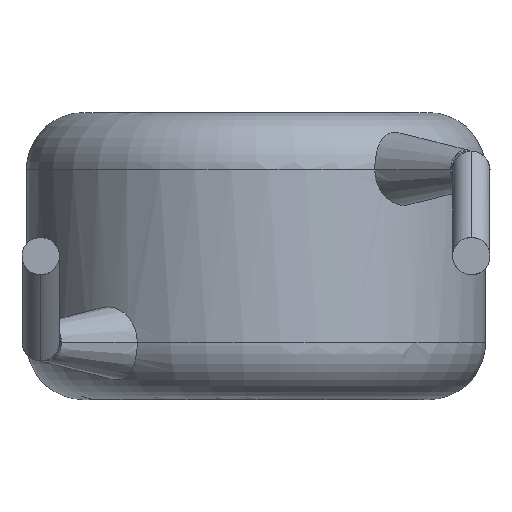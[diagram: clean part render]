
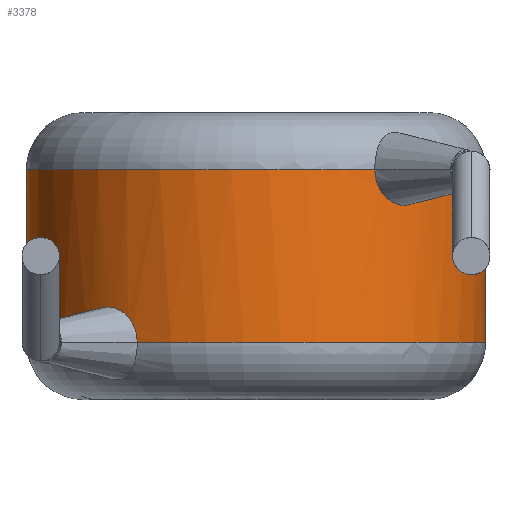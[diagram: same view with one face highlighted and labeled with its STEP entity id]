
A CAD part, front view. The second image highlights one B-rep face of the part: STEP entity #3378.
In plain terms, the highlighted cylindrical face has radius 4 mm (diameter 8 mm), a partial arc.
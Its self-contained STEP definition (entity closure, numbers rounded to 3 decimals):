
#10 = VERTEX_POINT ( 'NONE', #1240 ) ;
#26 = CARTESIAN_POINT ( 'NONE',  ( 2.816, -2.844, 3.449 ) ) ;
#46 = CARTESIAN_POINT ( 'NONE',  ( 4., 0., 4. ) ) ;
#50 = CARTESIAN_POINT ( 'NONE',  ( 2.068, -3.424, 4. ) ) ;
#99 = B_SPLINE_CURVE_WITH_KNOTS ( 'NONE', 3,
 ( #1915, #1611, #1956, #1365, #477, #1164, #3105, #2082, #4056, #2157 ),
 .UNSPECIFIED., .F., .F.,
 ( 4, 2, 2, 2, 4 ),
 ( 0., 0., 0.001, 0.001, 0.002 ),
 .UNSPECIFIED. ) ;
#153 = LINE ( 'NONE', #2647, #2091 ) ;
#237 = DIRECTION ( 'NONE',  ( 1., 0., 0. ) ) ;
#275 = EDGE_LOOP ( 'NONE', ( #2715, #1783, #2897, #1393, #1184, #2391, #3104, #1480 ) ) ;
#284 = AXIS2_PLACEMENT_3D ( 'NONE', #1757, #1432, #3708 ) ;
#441 = CARTESIAN_POINT ( 'NONE',  ( 3.022, -2.621, 3.836 ) ) ;
#477 = CARTESIAN_POINT ( 'NONE',  ( -2.452, -3.164, 1.615 ) ) ;
#567 = CARTESIAN_POINT ( 'NONE',  ( -4., 0., 1. ) ) ;
#582 = CARTESIAN_POINT ( 'NONE',  ( 0., 0., 1. ) ) ;
#631 = EDGE_CURVE ( 'NONE', #4040, #2756, #3414, .T. ) ;
#691 = AXIS2_PLACEMENT_3D ( 'NONE', #582, #2182, #237 ) ;
#1098 = AXIS2_PLACEMENT_3D ( 'NONE', #4150, #1595, #2543 ) ;
#1127 = CYLINDRICAL_SURFACE ( 'NONE', #284, 4. ) ;
#1164 = CARTESIAN_POINT ( 'NONE',  ( -2.7, -2.956, 1.616 ) ) ;
#1184 = ORIENTED_EDGE ( 'NONE', *, *, #631, .T. ) ;
#1240 = CARTESIAN_POINT ( 'NONE',  ( 3.022, -2.621, 4. ) ) ;
#1365 = CARTESIAN_POINT ( 'NONE',  ( -2.321, -3.26, 1.55 ) ) ;
#1393 = ORIENTED_EDGE ( 'NONE', *, *, #3240, .T. ) ;
#1432 = DIRECTION ( 'NONE',  ( 0., 0., -1. ) ) ;
#1480 = ORIENTED_EDGE ( 'NONE', *, *, #1872, .T. ) ;
#1481 = DIRECTION ( 'NONE',  ( 0., 0., -1. ) ) ;
#1506 = EDGE_CURVE ( 'NONE', #1688, #10, #1892, .T. ) ;
#1515 = DIRECTION ( 'NONE',  ( 0., 0., -1. ) ) ;
#1595 = DIRECTION ( 'NONE',  ( 0., 0., -1. ) ) ;
#1611 = CARTESIAN_POINT ( 'NONE',  ( -2.068, -3.424, 1.164 ) ) ;
#1688 = VERTEX_POINT ( 'NONE', #46 ) ;
#1742 = CARTESIAN_POINT ( 'NONE',  ( 3.022, -2.621, 4. ) ) ;
#1757 = CARTESIAN_POINT ( 'NONE',  ( 0., 0., 5. ) ) ;
#1772 = DIRECTION ( 'NONE',  ( 0., 0., 1. ) ) ;
#1783 = ORIENTED_EDGE ( 'NONE', *, *, #1506, .T. ) ;
#1872 = EDGE_CURVE ( 'NONE', #2175, #2035, #2044, .T. ) ;
#1892 = CIRCLE ( 'NONE', #4178, 4. ) ;
#1915 = CARTESIAN_POINT ( 'NONE',  ( -2.068, -3.424, 1. ) ) ;
#1956 = CARTESIAN_POINT ( 'NONE',  ( -2.128, -3.389, 1.324 ) ) ;
#2035 = VERTEX_POINT ( 'NONE', #2288 ) ;
#2044 = CIRCLE ( 'NONE', #2833, 4. ) ;
#2082 = CARTESIAN_POINT ( 'NONE',  ( -2.977, -2.674, 1.323 ) ) ;
#2091 = VECTOR ( 'NONE', #1481, 1000. ) ;
#2157 = CARTESIAN_POINT ( 'NONE',  ( -3.022, -2.621, 1. ) ) ;
#2175 = VERTEX_POINT ( 'NONE', #3711 ) ;
#2182 = DIRECTION ( 'NONE',  ( 0., 0., 1. ) ) ;
#2269 = CIRCLE ( 'NONE', #691, 4. ) ;
#2281 = CARTESIAN_POINT ( 'NONE',  ( 2.128, -3.389, 3.676 ) ) ;
#2288 = CARTESIAN_POINT ( 'NONE',  ( 4., 0., 1. ) ) ;
#2380 = CARTESIAN_POINT ( 'NONE',  ( 0., 0., 1. ) ) ;
#2391 = ORIENTED_EDGE ( 'NONE', *, *, #2759, .T. ) ;
#2485 = DIRECTION ( 'NONE',  ( 1., 0., 0. ) ) ;
#2500 = CARTESIAN_POINT ( 'NONE',  ( 0., 0., 4. ) ) ;
#2514 = CIRCLE ( 'NONE', #1098, 4. ) ;
#2540 = EDGE_CURVE ( 'NONE', #3905, #10, #2998, .T. ) ;
#2543 = DIRECTION ( 'NONE',  ( 1., 0., 0. ) ) ;
#2615 = DIRECTION ( 'NONE',  ( 1., 0., 0. ) ) ;
#2647 = CARTESIAN_POINT ( 'NONE',  ( 4., 0., 5. ) ) ;
#2677 = EDGE_CURVE ( 'NONE', #1688, #2035, #153, .T. ) ;
#2703 = VERTEX_POINT ( 'NONE', #3227 ) ;
#2715 = ORIENTED_EDGE ( 'NONE', *, *, #2677, .F. ) ;
#2756 = VERTEX_POINT ( 'NONE', #567 ) ;
#2759 = EDGE_CURVE ( 'NONE', #2756, #2703, #2269, .T. ) ;
#2788 = EDGE_CURVE ( 'NONE', #2175, #2703, #99, .T. ) ;
#2833 = AXIS2_PLACEMENT_3D ( 'NONE', #2380, #1772, #2615 ) ;
#2897 = ORIENTED_EDGE ( 'NONE', *, *, #2540, .F. ) ;
#2998 = B_SPLINE_CURVE_WITH_KNOTS ( 'NONE', 3,
 ( #50, #3694, #2281, #4010, #3612, #3379, #26, #3635, #441, #1742 ),
 .UNSPECIFIED., .F., .F.,
 ( 4, 2, 2, 2, 4 ),
 ( 0., 0., 0.001, 0.001, 0.002 ),
 .UNSPECIFIED. ) ;
#3104 = ORIENTED_EDGE ( 'NONE', *, *, #2788, .F. ) ;
#3105 = CARTESIAN_POINT ( 'NONE',  ( -2.816, -2.844, 1.551 ) ) ;
#3152 = DIRECTION ( 'NONE',  ( 0., 0., -1. ) ) ;
#3227 = CARTESIAN_POINT ( 'NONE',  ( -3.022, -2.621, 1. ) ) ;
#3240 = EDGE_CURVE ( 'NONE', #3905, #4040, #2514, .T. ) ;
#3342 = FACE_OUTER_BOUND ( 'NONE', #275, .T. ) ;
#3378 = ADVANCED_FACE ( 'NONE', ( #3342 ), #1127, .T. ) ;
#3379 = CARTESIAN_POINT ( 'NONE',  ( 2.7, -2.956, 3.384 ) ) ;
#3414 = LINE ( 'NONE', #3498, #3520 ) ;
#3498 = CARTESIAN_POINT ( 'NONE',  ( -4., 0., 5. ) ) ;
#3520 = VECTOR ( 'NONE', #1515, 1000. ) ;
#3612 = CARTESIAN_POINT ( 'NONE',  ( 2.452, -3.164, 3.385 ) ) ;
#3635 = CARTESIAN_POINT ( 'NONE',  ( 2.977, -2.674, 3.677 ) ) ;
#3694 = CARTESIAN_POINT ( 'NONE',  ( 2.068, -3.424, 3.836 ) ) ;
#3708 = DIRECTION ( 'NONE',  ( -1., 0., 0. ) ) ;
#3711 = CARTESIAN_POINT ( 'NONE',  ( -2.068, -3.424, 1. ) ) ;
#3746 = CARTESIAN_POINT ( 'NONE',  ( 2.068, -3.424, 4. ) ) ;
#3905 = VERTEX_POINT ( 'NONE', #3746 ) ;
#4010 = CARTESIAN_POINT ( 'NONE',  ( 2.321, -3.26, 3.45 ) ) ;
#4040 = VERTEX_POINT ( 'NONE', #4048 ) ;
#4048 = CARTESIAN_POINT ( 'NONE',  ( -4., 0., 4. ) ) ;
#4056 = CARTESIAN_POINT ( 'NONE',  ( -3.022, -2.621, 1.164 ) ) ;
#4150 = CARTESIAN_POINT ( 'NONE',  ( 0., 0., 4. ) ) ;
#4178 = AXIS2_PLACEMENT_3D ( 'NONE', #2500, #3152, #2485 ) ;
